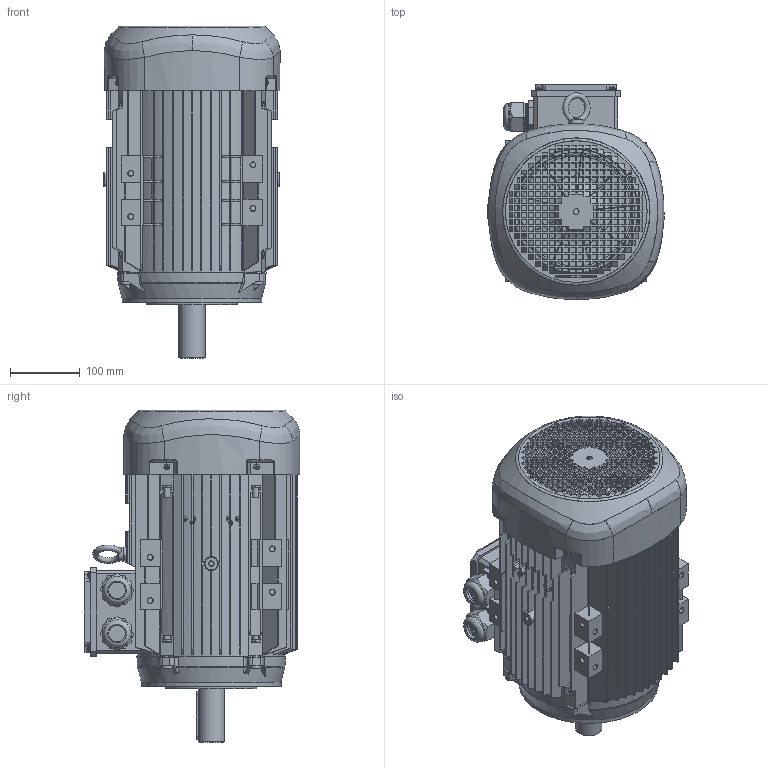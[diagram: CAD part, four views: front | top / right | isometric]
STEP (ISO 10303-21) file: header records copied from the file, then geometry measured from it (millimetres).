
FILE_DESCRIPTION(/* description */ (''),/* implementation_level */ '2;1');
FILE_NAME(/* name */ 'QS132M_FC.stp',/* time_stamp */ '2015-04-09T15:31:12+03:00',/* author */ (''),/* organization */ (''),/* preprocessor_version */ 'ST-DEVELOPER v11',/* originating_system */ 'SIEMENS PLM Software NX 7.5',/* authorisation */ '');
FILE_SCHEMA (('AP203_CONFIGURATION_CONTROLLED_3D_DESIGN_OF_MECHANICAL_PARTS_AND_ASSEMBLIES_MIM_LF'));
Length unit declared in the file: millimetre
Products named in the file (1): AR-000000405669_001
Bounding box: 252.32 x 308.77 x 475.5 mm (x, y, z)
Volume: 3975770 mm3; surface area: 1549667.7 mm2
Topology: 1 solids, 17 shells, 4204 faces, 11657 edges, 7552 vertices
Faces by surface type: plane 2559, cylinder 678, bspline 592, cone 272, torus 79, sphere 18, extrusion 6
Full cylindrical faces by diameter (mm): 2.5 x10, 3 x2, 3.2 x2, 4.2 x4, 4.5 x3, 5.5 x3, 5.6 x1, 6 x5, 6.8 x2, 7.6 x12, 8 x6, 8.2 x4, 8.5 x23, 8.8 x1, 9 x4, 10 x4, 14.327 x4, 18 x3, 20 x2, 23.927 x2, 26 x2, 31.8 x2, 32.804 x1, 34.364 x14, 38 x1, 39.455 x2, 40 x2, 40.199 x10, 40.2 x1, 45 x1
Entity records: 159744 total; most frequent: CARTESIAN_POINT 59677, ORIENTED_EDGE 22688, DIRECTION 17448, EDGE_CURVE 11344, VERTEX_POINT 7511, VECTOR 6408, LINE 6402, AXIS2_PLACEMENT_3D 5520
